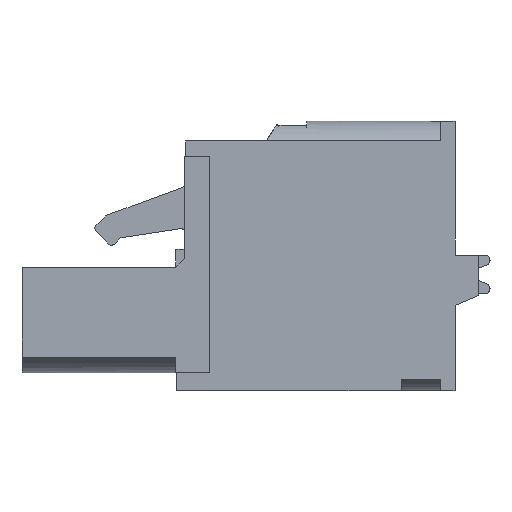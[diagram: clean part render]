
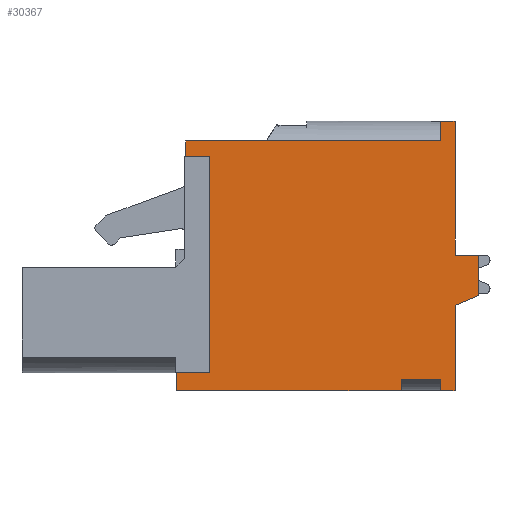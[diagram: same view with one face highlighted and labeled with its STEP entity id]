
A CAD part, left-side view. The second image highlights one B-rep face of the part: STEP entity #30367.
In plain terms, the highlighted planar face has unit normal (-1, 0, 0).
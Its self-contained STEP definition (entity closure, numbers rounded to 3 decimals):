
#2816=ORIENTED_EDGE('',*,*,#11497,.T.);
#2817=ORIENTED_EDGE('',*,*,#10036,.T.);
#2818=ORIENTED_EDGE('',*,*,#10772,.T.);
#2819=ORIENTED_EDGE('',*,*,#10501,.T.);
#2820=ORIENTED_EDGE('',*,*,#11498,.T.);
#2821=ORIENTED_EDGE('',*,*,#10399,.T.);
#2822=ORIENTED_EDGE('',*,*,#10708,.F.);
#2823=ORIENTED_EDGE('',*,*,#10600,.F.);
#2824=ORIENTED_EDGE('',*,*,#11499,.T.);
#2825=ORIENTED_EDGE('',*,*,#11481,.T.);
#2826=ORIENTED_EDGE('',*,*,#11500,.T.);
#2827=ORIENTED_EDGE('',*,*,#11501,.F.);
#2828=ORIENTED_EDGE('',*,*,#10205,.T.);
#2829=ORIENTED_EDGE('',*,*,#11502,.T.);
#2830=ORIENTED_EDGE('',*,*,#11503,.T.);
#2831=ORIENTED_EDGE('',*,*,#11504,.F.);
#2832=ORIENTED_EDGE('',*,*,#11505,.F.);
#2833=ORIENTED_EDGE('',*,*,#10659,.T.);
#10036=EDGE_CURVE('',#14549,#14548,#17517,.T.);
#10205=EDGE_CURVE('',#14718,#14717,#17642,.T.);
#10399=EDGE_CURVE('',#14912,#14911,#17834,.T.);
#10501=EDGE_CURVE('',#15014,#15013,#17936,.T.);
#10600=EDGE_CURVE('',#15111,#15112,#18035,.T.);
#10659=EDGE_CURVE('',#15171,#15170,#18094,.T.);
#10708=EDGE_CURVE('',#15112,#14911,#18128,.T.);
#10772=EDGE_CURVE('',#14548,#15014,#18192,.T.);
#11481=EDGE_CURVE('',#15698,#15697,#18720,.T.);
#11497=EDGE_CURVE('',#15170,#14549,#18726,.T.);
#11498=EDGE_CURVE('',#15013,#14912,#18727,.T.);
#11499=EDGE_CURVE('',#15111,#15698,#18728,.T.);
#11500=EDGE_CURVE('',#15697,#15706,#18729,.T.);
#11501=EDGE_CURVE('',#14718,#15706,#18730,.T.);
#11502=EDGE_CURVE('',#14717,#15707,#18731,.T.);
#11503=EDGE_CURVE('',#15707,#15708,#18732,.T.);
#11504=EDGE_CURVE('',#15709,#15708,#18733,.T.);
#11505=EDGE_CURVE('',#15171,#15709,#18734,.T.);
#14548=VERTEX_POINT('',#42138);
#14549=VERTEX_POINT('',#42140);
#14717=VERTEX_POINT('',#42477);
#14718=VERTEX_POINT('',#42479);
#14911=VERTEX_POINT('',#42878);
#14912=VERTEX_POINT('',#42880);
#15013=VERTEX_POINT('',#43083);
#15014=VERTEX_POINT('',#43085);
#15111=VERTEX_POINT('',#43281);
#15112=VERTEX_POINT('',#43283);
#15170=VERTEX_POINT('',#43400);
#15171=VERTEX_POINT('',#43402);
#15697=VERTEX_POINT('',#45031);
#15698=VERTEX_POINT('',#45033);
#15706=VERTEX_POINT('',#45065);
#15707=VERTEX_POINT('',#45068);
#15708=VERTEX_POINT('',#45070);
#15709=VERTEX_POINT('',#45072);
#17517=LINE('',#42139,#21448);
#17642=LINE('',#42478,#21573);
#17834=LINE('',#42879,#21765);
#17936=LINE('',#43084,#21867);
#18035=LINE('',#43282,#21966);
#18094=LINE('',#43401,#22025);
#18128=LINE('',#43498,#22059);
#18192=LINE('',#43605,#22123);
#18720=LINE('',#45032,#22651);
#18726=LINE('',#45061,#22657);
#18727=LINE('',#45062,#22658);
#18728=LINE('',#45063,#22659);
#18729=LINE('',#45064,#22660);
#18730=LINE('',#45066,#22661);
#18731=LINE('',#45067,#22662);
#18732=LINE('',#45069,#22663);
#18733=LINE('',#45071,#22664);
#18734=LINE('',#45073,#22665);
#21448=VECTOR('',#33909,1000.);
#21573=VECTOR('',#34124,1000.);
#21765=VECTOR('',#34346,1000.);
#21867=VECTOR('',#34450,1000.);
#21966=VECTOR('',#34551,1000.);
#22025=VECTOR('',#34612,1000.);
#22059=VECTOR('',#34696,1000.);
#22123=VECTOR('',#34762,1000.);
#22651=VECTOR('',#36034,1000.);
#22657=VECTOR('',#36070,1000.);
#22658=VECTOR('',#36071,1000.);
#22659=VECTOR('',#36072,1000.);
#22660=VECTOR('',#36073,1000.);
#22661=VECTOR('',#36074,1000.);
#22662=VECTOR('',#36075,1000.);
#22663=VECTOR('',#36076,1000.);
#22664=VECTOR('',#36077,1000.);
#22665=VECTOR('',#36078,1000.);
#25634=EDGE_LOOP('',(#2816,#2817,#2818,#2819,#2820,#2821,#2822,#2823,#2824,
#2825,#2826,#2827,#2828,#2829,#2830,#2831,#2832,#2833));
#27365=FACE_BOUND('',#25634,.T.);
#29001=PLANE('',#32205);
#30367=ADVANCED_FACE('',(#27365),#29001,.T.);
#32205=AXIS2_PLACEMENT_3D('',#45060,#36068,#36069);
#33909=DIRECTION('',(0.,1.,0.));
#34124=DIRECTION('',(0.,0.,1.));
#34346=DIRECTION('',(0.,1.,0.));
#34450=DIRECTION('',(0.,-1.,0.));
#34551=DIRECTION('',(0.,1.,0.));
#34612=DIRECTION('',(0.,1.,0.));
#34696=DIRECTION('',(0.,0.,1.));
#34762=DIRECTION('',(0.,0.,-1.));
#36034=DIRECTION('',(0.,-1.,0.));
#36068=DIRECTION('',(-1.,0.,0.));
#36069=DIRECTION('',(0.,0.,1.));
#36070=DIRECTION('',(0.,0.,-1.));
#36071=DIRECTION('',(0.,0.,-1.));
#36072=DIRECTION('',(0.,0.,1.));
#36073=DIRECTION('',(0.,0.,-1.));
#36074=DIRECTION('',(0.,1.,0.));
#36075=DIRECTION('',(0.,-0.921,0.39));
#36076=DIRECTION('',(0.,0.,1.));
#36077=DIRECTION('',(0.,-1.,0.));
#36078=DIRECTION('',(0.,0.,-1.));
#42138=CARTESIAN_POINT('',(-27.94,7.9,6.4));
#42139=CARTESIAN_POINT('',(-27.94,3.4,6.4));
#42140=CARTESIAN_POINT('',(-27.94,-6.3,6.4));
#42477=CARTESIAN_POINT('',(-27.94,-7.1,-2.75));
#42478=CARTESIAN_POINT('',(-27.94,-7.1,-7.5));
#42479=CARTESIAN_POINT('',(-27.94,-7.1,-7.5));
#42878=CARTESIAN_POINT('',(-27.94,8.4,-6.5));
#42879=CARTESIAN_POINT('',(-27.94,8.4,-6.5));
#42880=CARTESIAN_POINT('',(-27.94,6.57,-6.5));
#43083=CARTESIAN_POINT('',(-27.94,6.57,5.55));
#43084=CARTESIAN_POINT('',(-27.94,7.9,5.55));
#43085=CARTESIAN_POINT('',(-27.94,7.9,5.55));
#43281=CARTESIAN_POINT('',(-27.94,-4.1,-7.5));
#43282=CARTESIAN_POINT('',(-27.94,-8.4,-7.5));
#43283=CARTESIAN_POINT('',(-27.94,8.4,-7.5));
#43400=CARTESIAN_POINT('',(-27.94,-6.3,7.5));
#43401=CARTESIAN_POINT('',(-27.94,-8.4,7.5));
#43402=CARTESIAN_POINT('',(-27.94,-7.1,7.5));
#43498=CARTESIAN_POINT('',(-27.94,8.4,-7.5));
#43605=CARTESIAN_POINT('',(-27.94,7.9,6.4));
#45031=CARTESIAN_POINT('',(-27.94,-6.3,-6.9));
#45032=CARTESIAN_POINT('',(-27.94,-4.1,-6.9));
#45033=CARTESIAN_POINT('',(-27.94,-4.1,-6.9));
#45060=CARTESIAN_POINT('',(-27.94,-8.4,-7.5));
#45061=CARTESIAN_POINT('',(-27.94,-6.3,7.701));
#45062=CARTESIAN_POINT('',(-27.94,6.57,5.55));
#45063=CARTESIAN_POINT('',(-27.94,-4.1,-7.5));
#45064=CARTESIAN_POINT('',(-27.94,-6.3,-6.9));
#45065=CARTESIAN_POINT('',(-27.94,-6.3,-7.5));
#45066=CARTESIAN_POINT('',(-27.94,-8.4,-7.5));
#45067=CARTESIAN_POINT('',(-27.94,-7.1,-2.75));
#45068=CARTESIAN_POINT('',(-27.94,-8.4,-2.2));
#45069=CARTESIAN_POINT('',(-27.94,-8.4,-7.5));
#45070=CARTESIAN_POINT('',(-27.94,-8.4,0.05));
#45071=CARTESIAN_POINT('',(-27.94,-8.4,0.05));
#45072=CARTESIAN_POINT('',(-27.94,-7.1,0.05));
#45073=CARTESIAN_POINT('',(-27.94,-7.1,7.5));
